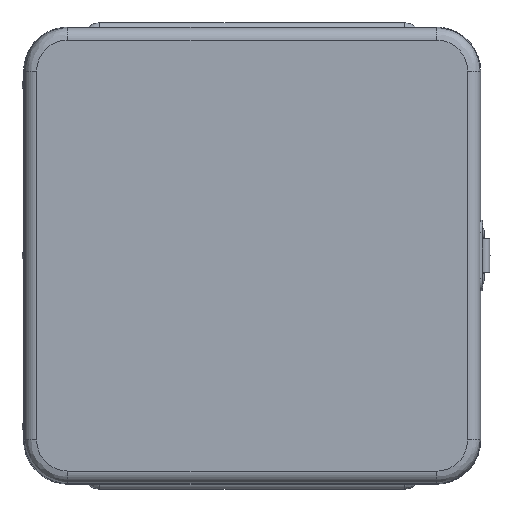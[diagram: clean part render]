
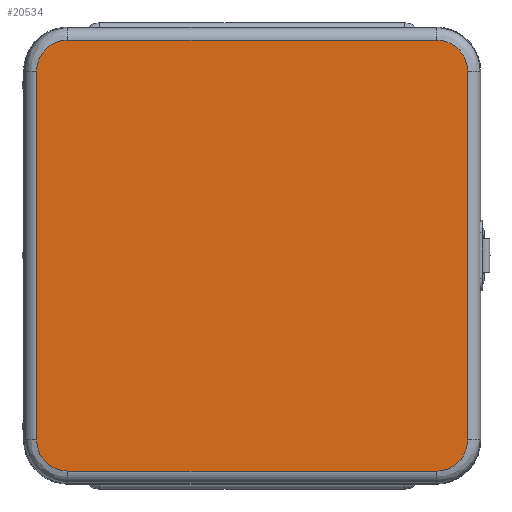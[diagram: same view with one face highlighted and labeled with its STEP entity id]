
A CAD part, top view. The second image highlights one B-rep face of the part: STEP entity #20534.
In plain terms, the highlighted planar face has unit normal (0, 0, 1).
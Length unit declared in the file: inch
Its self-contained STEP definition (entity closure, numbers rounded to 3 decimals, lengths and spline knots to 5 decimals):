
#383 = EDGE_CURVE ( 'NONE', #24415, #2027, #10178, .T. ) ;
#746 = CARTESIAN_POINT ( 'NONE',  ( 3.78273, -4.41989, 0.20177 ) ) ;
#1128 = CARTESIAN_POINT ( 'NONE',  ( -4.41866, -1.89075, 0.20177 ) ) ;
#1422 = VERTEX_POINT ( 'NONE', #13622 ) ;
#1736 = CARTESIAN_POINT ( 'NONE',  ( 0.00123, 0., 0.20177 ) ) ;
#1911 = VECTOR ( 'NONE', #4384, 39.37008 ) ;
#2027 = VERTEX_POINT ( 'NONE', #8886 ) ;
#4384 = DIRECTION ( 'NONE',  ( 0., 1., 0. ) ) ;
#4676 = CARTESIAN_POINT ( 'NONE',  ( 4.42112, -3.7815, 0.20177 ) ) ;
#4904 = ORIENTED_EDGE ( 'NONE', *, *, #14861, .F. ) ;
#4939 =( BOUNDED_CURVE ( )  B_SPLINE_CURVE ( 3, ( #6859, #42045, #26494, #37636 ),
 .UNSPECIFIED., .F., .F. ) 
 B_SPLINE_CURVE_WITH_KNOTS ( ( 4, 4 ),
 ( 0., 1. ),
 .UNSPECIFIED. ) 
 CURVE ( )  GEOMETRIC_REPRESENTATION_ITEM ( )  RATIONAL_B_SPLINE_CURVE ( ( 1., 0.805, 0.805, 1. ) ) 
 REPRESENTATION_ITEM ( '' )  );
#5542 = CARTESIAN_POINT ( 'NONE',  ( 4.42112, 1.89075, 0.20177 ) ) ;
#5789 = LINE ( 'NONE', #5542, #40890 ) ;
#5941 = CARTESIAN_POINT ( 'NONE',  ( -4.15423, 4.41989, 0.20177 ) ) ;
#6712 = VERTEX_POINT ( 'NONE', #7931 ) ;
#6846 = VERTEX_POINT ( 'NONE', #28239 ) ;
#6859 = CARTESIAN_POINT ( 'NONE',  ( 3.78273, 4.41989, 0.20177 ) ) ;
#7931 = CARTESIAN_POINT ( 'NONE',  ( 4.42112, -3.7815, 0.20177 ) ) ;
#8146 = EDGE_CURVE ( 'NONE', #24677, #6846, #48398, .T. ) ;
#8851 = CARTESIAN_POINT ( 'NONE',  ( 4.15669, -4.41989, 0.20177 ) ) ;
#8886 = CARTESIAN_POINT ( 'NONE',  ( -3.78027, 4.41989, 0.20177 ) ) ;
#9339 = DIRECTION ( 'NONE',  ( 0., 0., 1. ) ) ;
#9499 = CARTESIAN_POINT ( 'NONE',  ( -3.78027, 4.41989, 0.20177 ) ) ;
#10178 =( BOUNDED_CURVE ( )  B_SPLINE_CURVE ( 3, ( #28793, #32471, #5941, #9499 ),
 .UNSPECIFIED., .F., .F. ) 
 B_SPLINE_CURVE_WITH_KNOTS ( ( 4, 4 ),
 ( 0., 1. ),
 .UNSPECIFIED. ) 
 CURVE ( )  GEOMETRIC_REPRESENTATION_ITEM ( )  RATIONAL_B_SPLINE_CURVE ( ( 1., 0.805, 0.805, 1. ) ) 
 REPRESENTATION_ITEM ( '' )  );
#11352 = EDGE_CURVE ( 'NONE', #6846, #31172, #14348, .T. ) ;
#11673 = CARTESIAN_POINT ( 'NONE',  ( -4.15423, -4.41989, 0.20177 ) ) ;
#11679 = CARTESIAN_POINT ( 'NONE',  ( -4.41866, 3.7815, 0.20177 ) ) ;
#12107 = CARTESIAN_POINT ( 'NONE',  ( 4.42112, -4.15546, 0.20177 ) ) ;
#13120 = FACE_OUTER_BOUND ( 'NONE', #24587, .T. ) ;
#13622 = CARTESIAN_POINT ( 'NONE',  ( 4.42112, 3.7815, 0.20177 ) ) ;
#14348 =( BOUNDED_CURVE ( )  B_SPLINE_CURVE ( 3, ( #50056, #11673, #42144, #38571 ),
 .UNSPECIFIED., .F., .F. ) 
 B_SPLINE_CURVE_WITH_KNOTS ( ( 4, 4 ),
 ( 0., 1. ),
 .UNSPECIFIED. ) 
 CURVE ( )  GEOMETRIC_REPRESENTATION_ITEM ( )  RATIONAL_B_SPLINE_CURVE ( ( 1., 0.805, 0.805, 1. ) ) 
 REPRESENTATION_ITEM ( '' )  );
#14861 = EDGE_CURVE ( 'NONE', #2027, #39424, #38034, .T. ) ;
#15645 = DIRECTION ( 'NONE',  ( -1., 0., 0. ) ) ;
#15867 = EDGE_CURVE ( 'NONE', #39424, #1422, #4939, .T. ) ;
#16342 = VECTOR ( 'NONE', #15645, 39.37008 ) ;
#17544 = DIRECTION ( 'NONE',  ( 1., 0., 0. ) ) ;
#18556 = DIRECTION ( 'NONE',  ( 0., -1., 0. ) ) ;
#19142 = ORIENTED_EDGE ( 'NONE', *, *, #11352, .F. ) ;
#19392 = ORIENTED_EDGE ( 'NONE', *, *, #30389, .F. ) ;
#19517 = CARTESIAN_POINT ( 'NONE',  ( 1.89198, -4.41989, 0.20177 ) ) ;
#19954 = ORIENTED_EDGE ( 'NONE', *, *, #8146, .F. ) ;
#20534 = ADVANCED_FACE ( 'NONE', ( #13120 ), #24734, .T. ) ;
#21157 = CARTESIAN_POINT ( 'NONE',  ( -4.41866, -3.7815, 0.20177 ) ) ;
#21624 = VECTOR ( 'NONE', #17544, 39.37008 ) ;
#23438 =( BOUNDED_CURVE ( )  B_SPLINE_CURVE ( 3, ( #4676, #12107, #8851, #746 ),
 .UNSPECIFIED., .F., .T. ) 
 B_SPLINE_CURVE_WITH_KNOTS ( ( 4, 4 ),
 ( 0., 1. ),
 .UNSPECIFIED. ) 
 CURVE ( )  GEOMETRIC_REPRESENTATION_ITEM ( )  RATIONAL_B_SPLINE_CURVE ( ( 1., 0.805, 0.805, 1. ) ) 
 REPRESENTATION_ITEM ( '' )  );
#24415 = VERTEX_POINT ( 'NONE', #11679 ) ;
#24587 = EDGE_LOOP ( 'NONE', ( #19392, #29640, #4904, #39942, #44392, #19142, #19954, #30409 ) ) ;
#24663 = AXIS2_PLACEMENT_3D ( 'NONE', #1736, #9339, #40485 ) ;
#24677 = VERTEX_POINT ( 'NONE', #29381 ) ;
#24734 = PLANE ( 'NONE',  #24663 ) ;
#26072 = EDGE_CURVE ( 'NONE', #31172, #24415, #38234, .T. ) ;
#26494 = CARTESIAN_POINT ( 'NONE',  ( 4.42112, 4.15546, 0.20177 ) ) ;
#28239 = CARTESIAN_POINT ( 'NONE',  ( -3.78027, -4.41989, 0.20177 ) ) ;
#28793 = CARTESIAN_POINT ( 'NONE',  ( -4.41866, 3.7815, 0.20177 ) ) ;
#29381 = CARTESIAN_POINT ( 'NONE',  ( 3.78273, -4.41989, 0.20177 ) ) ;
#29640 = ORIENTED_EDGE ( 'NONE', *, *, #15867, .F. ) ;
#30389 = EDGE_CURVE ( 'NONE', #1422, #6712, #5789, .T. ) ;
#30409 = ORIENTED_EDGE ( 'NONE', *, *, #43706, .F. ) ;
#31172 = VERTEX_POINT ( 'NONE', #21157 ) ;
#32471 = CARTESIAN_POINT ( 'NONE',  ( -4.41866, 4.15546, 0.20177 ) ) ;
#33254 = CARTESIAN_POINT ( 'NONE',  ( -1.88952, 4.41989, 0.20177 ) ) ;
#37636 = CARTESIAN_POINT ( 'NONE',  ( 4.42112, 3.7815, 0.20177 ) ) ;
#38034 = LINE ( 'NONE', #33254, #21624 ) ;
#38234 = LINE ( 'NONE', #1128, #1911 ) ;
#38571 = CARTESIAN_POINT ( 'NONE',  ( -4.41866, -3.7815, 0.20177 ) ) ;
#39424 = VERTEX_POINT ( 'NONE', #39532 ) ;
#39532 = CARTESIAN_POINT ( 'NONE',  ( 3.78273, 4.41989, 0.20177 ) ) ;
#39942 = ORIENTED_EDGE ( 'NONE', *, *, #383, .F. ) ;
#40485 = DIRECTION ( 'NONE',  ( 1., 0., 0. ) ) ;
#40890 = VECTOR ( 'NONE', #18556, 39.37008 ) ;
#42045 = CARTESIAN_POINT ( 'NONE',  ( 4.15669, 4.41989, 0.20177 ) ) ;
#42144 = CARTESIAN_POINT ( 'NONE',  ( -4.41866, -4.15546, 0.20177 ) ) ;
#43706 = EDGE_CURVE ( 'NONE', #6712, #24677, #23438, .T. ) ;
#44392 = ORIENTED_EDGE ( 'NONE', *, *, #26072, .F. ) ;
#48398 = LINE ( 'NONE', #19517, #16342 ) ;
#50056 = CARTESIAN_POINT ( 'NONE',  ( -3.78027, -4.41989, 0.20177 ) ) ;
